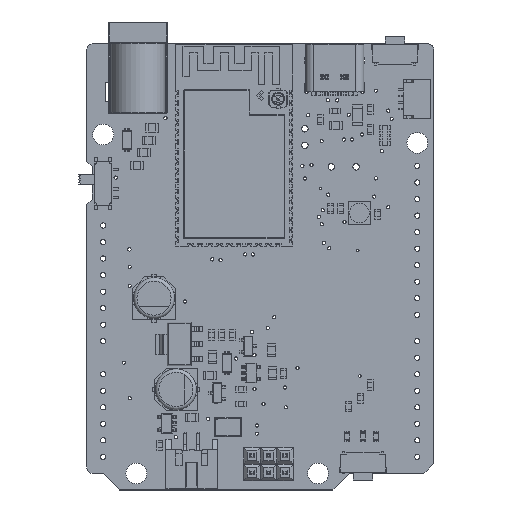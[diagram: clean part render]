
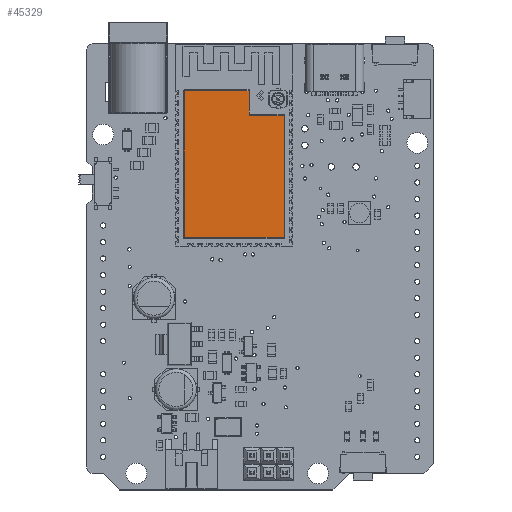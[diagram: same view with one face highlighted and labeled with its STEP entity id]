
A CAD part, top view. The second image highlights one B-rep face of the part: STEP entity #45329.
In plain terms, the highlighted planar face has unit normal (0, 0, 1).
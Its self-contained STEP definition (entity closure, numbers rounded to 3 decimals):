
#2200=PLANE('',#48889);
#4483=FACE_OUTER_BOUND('',#7134,.T.);
#7134=EDGE_LOOP('',(#39573,#39574,#39575,#39576,#39577,#39578,#39579));
#11792=LINE('',#72116,#16951);
#11794=LINE('',#72124,#16953);
#11796=LINE('',#72134,#16955);
#11798=LINE('',#72144,#16957);
#11800=LINE('',#72154,#16959);
#11802=LINE('',#72165,#16961);
#16951=VECTOR('',#59424,10.);
#16953=VECTOR('',#59432,10.);
#16955=VECTOR('',#59444,10.);
#16957=VECTOR('',#59456,10.);
#16959=VECTOR('',#59468,10.);
#16961=VECTOR('',#59482,10.);
#18756=CIRCLE('',#48873,0.2);
#22210=VERTEX_POINT('',#72109);
#22213=VERTEX_POINT('',#72114);
#22214=VERTEX_POINT('',#72118);
#22217=VERTEX_POINT('',#72128);
#22220=VERTEX_POINT('',#72138);
#22223=VERTEX_POINT('',#72148);
#22226=VERTEX_POINT('',#72156);
#28075=EDGE_CURVE('',#22213,#22210,#11792,.T.);
#28079=EDGE_CURVE('',#22210,#22214,#11794,.T.);
#28084=EDGE_CURVE('',#22214,#22217,#11796,.T.);
#28089=EDGE_CURVE('',#22217,#22220,#11798,.T.);
#28094=EDGE_CURVE('',#22220,#22223,#11800,.T.);
#28097=EDGE_CURVE('',#22223,#22226,#18756,.T.);
#28100=EDGE_CURVE('',#22226,#22213,#11802,.T.);
#39573=ORIENTED_EDGE('',*,*,#28075,.F.);
#39574=ORIENTED_EDGE('',*,*,#28100,.F.);
#39575=ORIENTED_EDGE('',*,*,#28097,.F.);
#39576=ORIENTED_EDGE('',*,*,#28094,.F.);
#39577=ORIENTED_EDGE('',*,*,#28089,.F.);
#39578=ORIENTED_EDGE('',*,*,#28084,.F.);
#39579=ORIENTED_EDGE('',*,*,#28079,.F.);
#45329=ADVANCED_FACE('',(#4483),#2200,.T.);
#48873=AXIS2_PLACEMENT_3D('',#72160,#59475,#59476);
#48889=AXIS2_PLACEMENT_3D('',#72196,#59519,#59520);
#59424=DIRECTION('',(0.,-1.,0.));
#59432=DIRECTION('',(-1.,0.,0.));
#59444=DIRECTION('',(0.,1.,0.));
#59456=DIRECTION('',(1.,0.,0.));
#59468=DIRECTION('',(0.,-1.,0.));
#59475=DIRECTION('center_axis',(0.,0.,1.));
#59476=DIRECTION('ref_axis',(-0.707,-0.707,0.));
#59482=DIRECTION('',(1.,0.,0.));
#59519=DIRECTION('center_axis',(0.,0.,1.));
#59520=DIRECTION('ref_axis',(1.,0.,0.));
#72109=CARTESIAN_POINT('',(7.677,-14.18,2.91));
#72114=CARTESIAN_POINT('',(7.677,4.6,2.91));
#72116=CARTESIAN_POINT('',(7.677,-8.585,2.91));
#72118=CARTESIAN_POINT('',(-7.677,-14.18,2.91));
#72124=CARTESIAN_POINT('',(-3.888,-14.18,2.91));
#72128=CARTESIAN_POINT('',(-7.677,8.4,2.91));
#72134=CARTESIAN_POINT('',(-7.677,2.805,2.91));
#72138=CARTESIAN_POINT('',(2.277,8.4,2.91));
#72144=CARTESIAN_POINT('',(1.188,8.4,2.91));
#72148=CARTESIAN_POINT('',(2.277,4.8,2.91));
#72154=CARTESIAN_POINT('',(2.277,0.905,2.91));
#72156=CARTESIAN_POINT('',(2.477,4.6,2.91));
#72160=CARTESIAN_POINT('Origin',(2.477,4.8,2.91));
#72165=CARTESIAN_POINT('',(3.888,4.6,2.91));
#72196=CARTESIAN_POINT('Origin',(0.,-2.89,
2.91));
